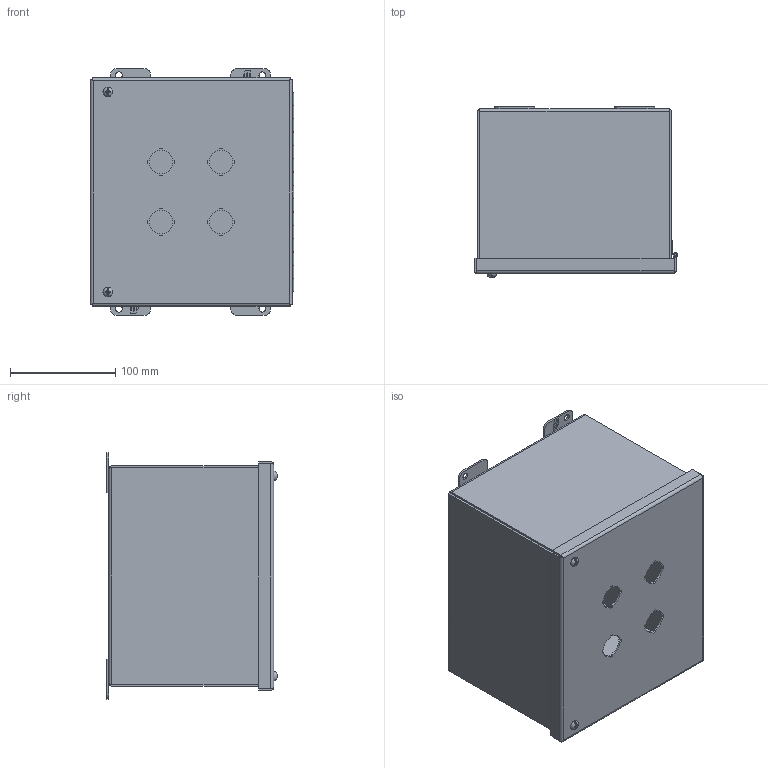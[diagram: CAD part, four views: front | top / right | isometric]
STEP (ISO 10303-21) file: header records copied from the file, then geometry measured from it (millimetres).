
FILE_DESCRIPTION (( 'STEP AP203' ), '1' );
FILE_NAME ('1489MP4_Default.step', '2019-11-12T19:37:37', ( '' ), ( '' ), 'SwSTEP 2.0', 'SolidWorks 2019', '' );
FILE_SCHEMA (( 'CONFIG_CONTROL_DESIGN' ));
Length unit declared in the file: inch
Products named in the file (1): 1489MP4_Default
Bounding box: 193.62 x 161.84 x 234.95 mm (x, y, z)
Volume: 505093.1 mm3; surface area: 530317.7 mm2
Topology: 21 solids, 21 shells, 726 faces, 1961 edges, 1265 vertices
Faces by surface type: plane 484, cylinder 176, cone 40, bspline 22, torus 4
Entity records: 23692 total; most frequent: CARTESIAN_POINT 5241, ORIENTED_EDGE 3902, DIRECTION 3703, EDGE_CURVE 1951, LINE 1401, VECTOR 1401, VERTEX_POINT 1265, AXIS2_PLACEMENT_3D 1151
